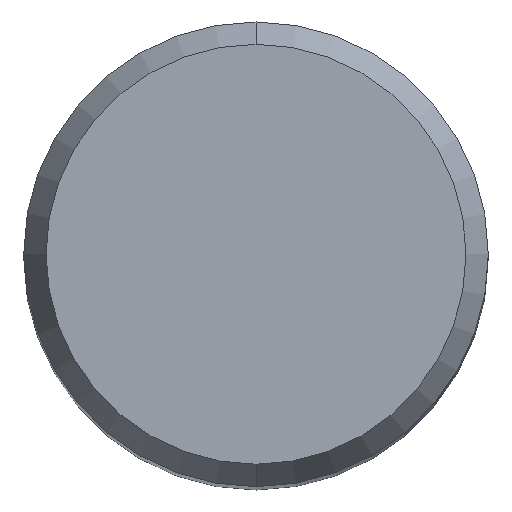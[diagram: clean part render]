
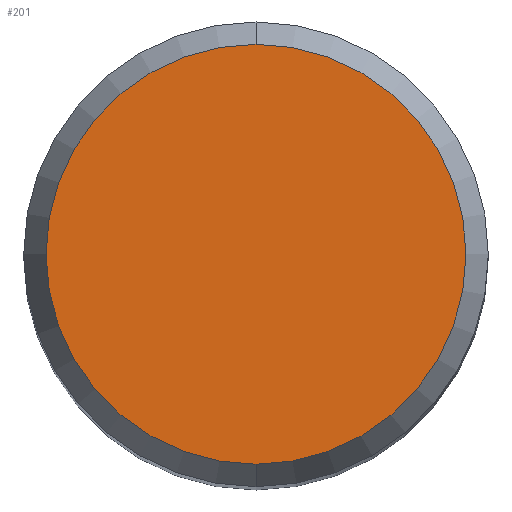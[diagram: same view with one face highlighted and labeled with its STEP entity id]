
A CAD part, top view. The second image highlights one B-rep face of the part: STEP entity #201.
In plain terms, the highlighted planar face has unit normal (0, 0, 1).
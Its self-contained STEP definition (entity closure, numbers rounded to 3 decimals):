
#147=VERTEX_POINT('',#302);
#181=EDGE_CURVE('',#229,#147,#340,.T.);
#189=EDGE_CURVE('',#147,#229,#348,.T.);
#201=ADVANCED_FACE('',(#362),#363,.T.);
#229=VERTEX_POINT('',#397);
#302=CARTESIAN_POINT('',(0.0,4.304,0.0));
#340=CIRCLE('',#531,4.304);
#348=CIRCLE('',#542,4.304);
#362=FACE_OUTER_BOUND('',#558,.T.);
#363=PLANE('',#559);
#397=CARTESIAN_POINT('',(0.,-4.304,0.0));
#531=AXIS2_PLACEMENT_3D('',#710,#711,#712);
#542=AXIS2_PLACEMENT_3D('',#714,#715,#716);
#558=EDGE_LOOP('',(#734,#735));
#559=AXIS2_PLACEMENT_3D('',#736,#737,#738);
#710=CARTESIAN_POINT('',(0.0,0.0,0.0));
#711=DIRECTION('',(0.0,0.0,-1.0));
#712=DIRECTION('',(0.0,1.0,0.0));
#714=CARTESIAN_POINT('',(0.0,0.0,0.0));
#715=DIRECTION('',(0.0,0.0,-1.0));
#716=DIRECTION('',(0.0,1.0,0.0));
#734=ORIENTED_EDGE('',*,*,#189,.F.);
#735=ORIENTED_EDGE('',*,*,#181,.F.);
#736=CARTESIAN_POINT('',(0.0,2.152,0.0));
#737=DIRECTION('',(-0.0,0.0,1.0));
#738=DIRECTION('',(0.0,-1.0,0.0));
